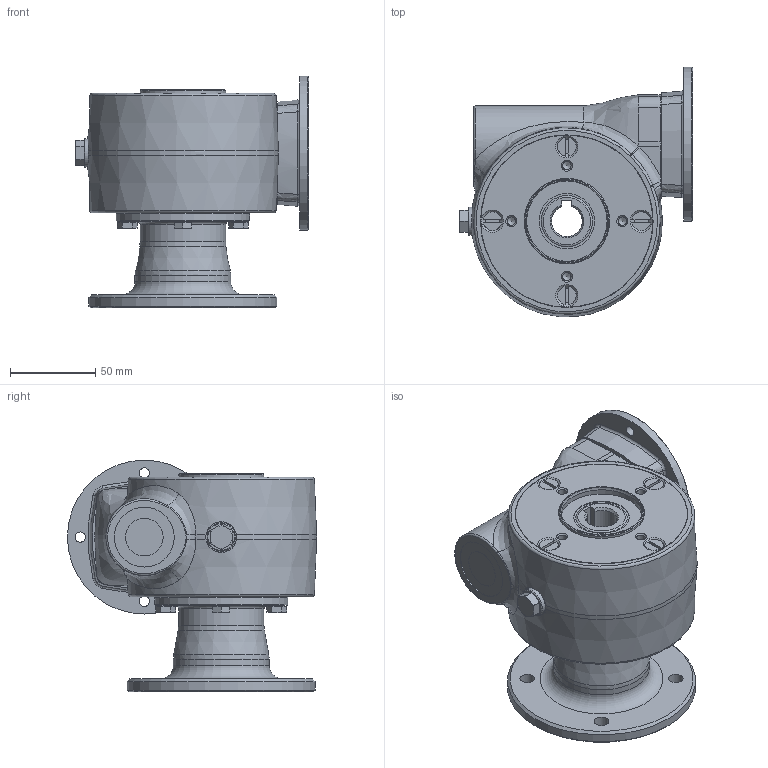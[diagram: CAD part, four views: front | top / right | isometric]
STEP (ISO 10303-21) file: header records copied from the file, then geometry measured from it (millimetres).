
FILE_DESCRIPTION( ( 'Unknown' ), '1' );
FILE_NAME( '4E2AC32F319917F870EDA11E5411D063.3d.stp', 'Unknown', ( 'Unknown' ), ( 'Unknown' ), 'PSStep 10.1', 'Unknown', ' ' );
FILE_SCHEMA( ( 'AUTOMOTIVE_DESIGN { 1 0 10303 214 1 1 1 1 }' ) );
Length unit declared in the file: millimetre
Products named in the file (1): N458800
Bounding box: 136.3 x 145.78 x 135.5 mm (x, y, z)
Volume: 912590.9 mm3; surface area: 111118.7 mm2
Topology: 1 solids, 18 shells, 489 faces, 1128 edges, 712 vertices
Faces by surface type: plane 173, cone 118, cylinder 110, bspline 53, torus 35
Full cylindrical faces by diameter (mm): 4.917 x12, 6 x12, 6.5 x8, 7 x4, 8.5 x4, 8.9 x4, 10 x4, 10.5 x4, 16.662 x1, 18 x1, 22 x1, 25 x1, 32.5 x2, 35 x1, 40 x2, 45.5 x1, 47 x2, 50 x4, 56 x1, 60 x1, 78 x1, 90 x1, 101 x1, 110 x1
Entity records: 22362 total; most frequent: CARTESIAN_POINT 9007, DIRECTION 1892, ORIENTED_EDGE 1730, EDGE_CURVE 865, AXIS2_PLACEMENT_3D 834, EDGE_LOOP 724, VERTEX_POINT 629, FACE_OUTER_BOUND 585
